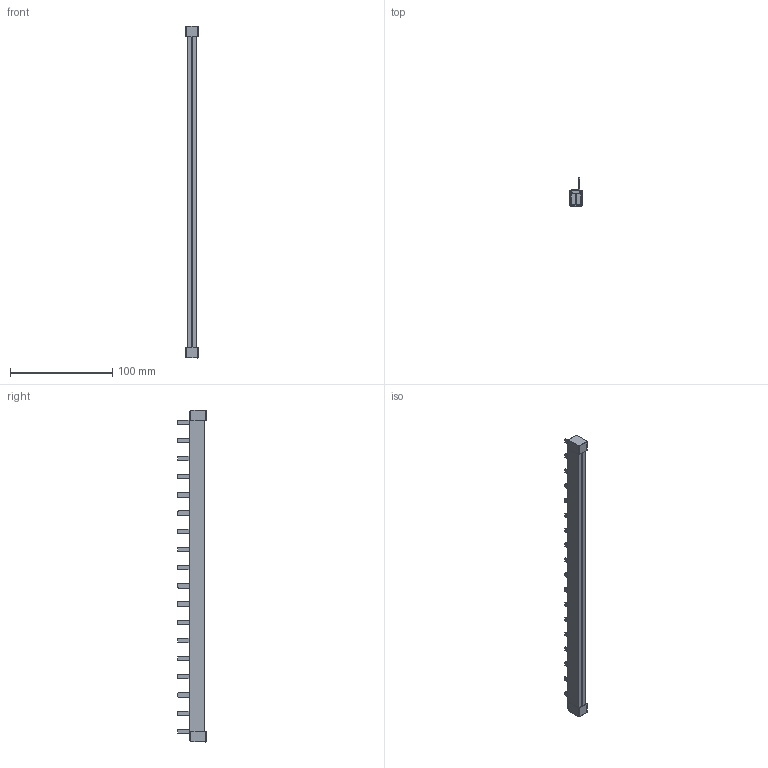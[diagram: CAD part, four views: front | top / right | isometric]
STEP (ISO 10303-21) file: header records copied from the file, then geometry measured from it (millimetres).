
FILE_DESCRIPTION (( 'STEP AP203' ), '1' );
FILE_NAME ('2 Fazlý Müþterek W Otomat Barasý - 9 Modül - 3022.STEP', '2020-08-17T06:14:56', ( '' ), ( '' ), 'SwSTEP 2.0', 'SolidWorks 2011', '' );
FILE_SCHEMA (( 'CONFIG_CONTROL_DESIGN' ));
Length unit declared in the file: millimetre
Products named in the file (1): 2 Fazlý Müþterek W Otomat Barasý - 9 Modül - 3022
Bounding box: 11.8 x 27.9 x 324 mm (x, y, z)
Volume: 35335.1 mm3; surface area: 34345.5 mm2
Topology: 1 solids, 2 shells, 940 faces, 2728 edges, 1812 vertices
Faces by surface type: plane 760, cylinder 136, bspline 44
Entity records: 31548 total; most frequent: CARTESIAN_POINT 7050, ORIENTED_EDGE 5456, DIRECTION 4503, EDGE_CURVE 2728, VECTOR 2309, LINE 2309, VERTEX_POINT 1812, AXIS2_PLACEMENT_3D 1097
